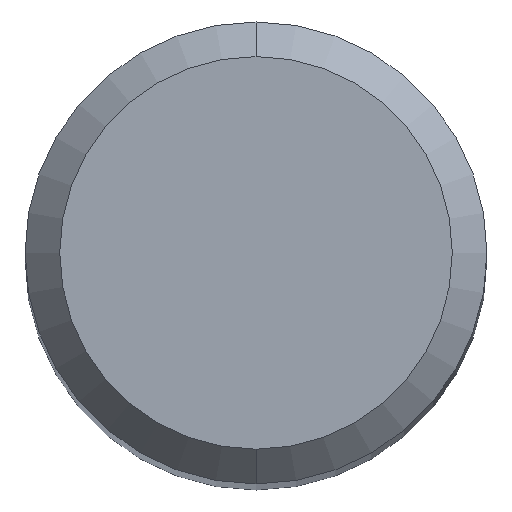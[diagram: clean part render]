
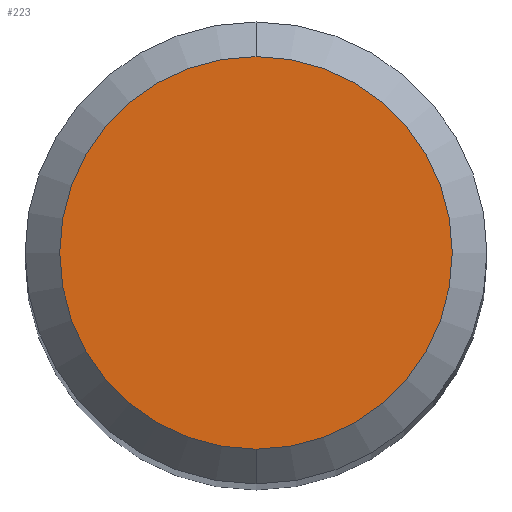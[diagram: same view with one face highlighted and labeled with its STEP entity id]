
A CAD part, top view. The second image highlights one B-rep face of the part: STEP entity #223.
In plain terms, the highlighted planar face has unit normal (0, 0, 1).
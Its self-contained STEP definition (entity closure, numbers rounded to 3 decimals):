
#217=VERTEX_POINT('',#533);
#223=ADVANCED_FACE('',(#539),#540,.T.);
#313=EDGE_CURVE('',#217,#383,#643,.T.);
#383=VERTEX_POINT('',#723);
#385=EDGE_CURVE('',#383,#217,#725,.T.);
#533=CARTESIAN_POINT('',(0.0,1.7,0.0));
#539=FACE_OUTER_BOUND('',#959,.T.);
#540=PLANE('',#960);
#643=CIRCLE('',#1217,1.7);
#723=CARTESIAN_POINT('',(0.,-1.7,0.0));
#725=CIRCLE('',#1320,1.7);
#959=EDGE_LOOP('',(#1508,#1509));
#960=AXIS2_PLACEMENT_3D('',#1510,#1511,#1512);
#1217=AXIS2_PLACEMENT_3D('',#1641,#1642,#1643);
#1320=AXIS2_PLACEMENT_3D('',#1736,#1737,#1738);
#1508=ORIENTED_EDGE('',*,*,#313,.F.);
#1509=ORIENTED_EDGE('',*,*,#385,.F.);
#1510=CARTESIAN_POINT('',(0.0,0.85,0.0));
#1511=DIRECTION('',(-0.0,0.0,1.0));
#1512=DIRECTION('',(0.0,-1.0,0.0));
#1641=CARTESIAN_POINT('',(0.0,0.0,0.0));
#1642=DIRECTION('',(0.0,0.0,-1.0));
#1643=DIRECTION('',(0.0,1.0,0.0));
#1736=CARTESIAN_POINT('',(0.0,0.0,0.0));
#1737=DIRECTION('',(0.0,0.0,-1.0));
#1738=DIRECTION('',(0.0,1.0,0.0));
